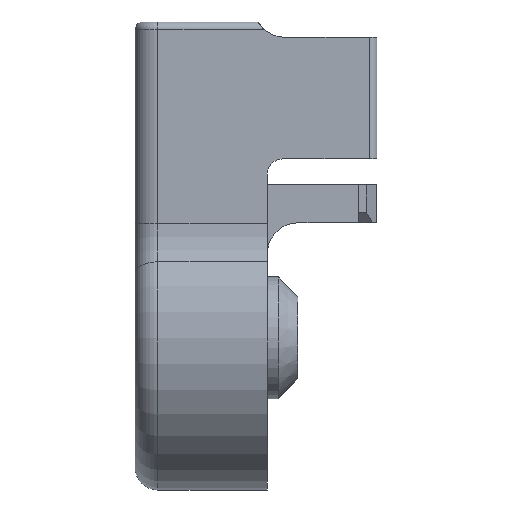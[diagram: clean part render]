
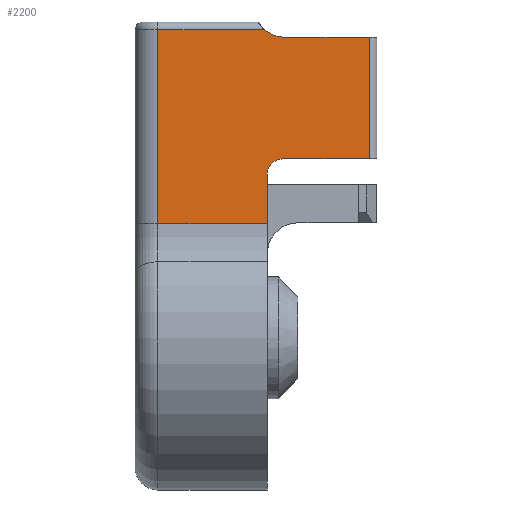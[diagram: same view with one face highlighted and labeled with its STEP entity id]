
A CAD part, left-side view. The second image highlights one B-rep face of the part: STEP entity #2200.
In plain terms, the highlighted planar face has unit normal (-1, 0, 0).
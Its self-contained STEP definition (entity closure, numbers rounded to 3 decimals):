
#9 = VECTOR ( 'NONE', #888, 1000. ) ;
#66 = VERTEX_POINT ( 'NONE', #2269 ) ;
#70 = LINE ( 'NONE', #1099, #1051 ) ;
#109 = CARTESIAN_POINT ( 'NONE',  ( -28., 7.2, 19.75 ) ) ;
#180 = AXIS2_PLACEMENT_3D ( 'NONE', #2302, #2537, #3103 ) ;
#233 = FACE_OUTER_BOUND ( 'NONE', #3269, .T. ) ;
#296 = DIRECTION ( 'NONE',  ( 0., 0., 1. ) ) ;
#351 = VECTOR ( 'NONE', #2848, 1000. ) ;
#403 = VERTEX_POINT ( 'NONE', #1216 ) ;
#405 = LINE ( 'NONE', #423, #3094 ) ;
#423 = CARTESIAN_POINT ( 'NONE',  ( -28., -6.7, 11.75 ) ) ;
#565 = ORIENTED_EDGE ( 'NONE', *, *, #1293, .F. ) ;
#606 = DIRECTION ( 'NONE',  ( 0., 0., 1. ) ) ;
#607 = CARTESIAN_POINT ( 'NONE',  ( -28., -1., 11.75 ) ) ;
#656 = EDGE_CURVE ( 'NONE', #1832, #2178, #70, .T. ) ;
#679 = LINE ( 'NONE', #2927, #1808 ) ;
#703 = EDGE_CURVE ( 'NONE', #2194, #1150, #405, .T. ) ;
#745 = EDGE_CURVE ( 'NONE', #2212, #2915, #679, .T. ) ;
#766 = DIRECTION ( 'NONE',  ( 0., 0., 1. ) ) ;
#888 = DIRECTION ( 'NONE',  ( 0., 0., -1. ) ) ;
#904 = DIRECTION ( 'NONE',  ( 0., 0., -1. ) ) ;
#905 = LINE ( 'NONE', #2998, #9 ) ;
#962 = ORIENTED_EDGE ( 'NONE', *, *, #1070, .F. ) ;
#986 = CARTESIAN_POINT ( 'NONE',  ( -28., 0.191, 20.25 ) ) ;
#1004 = CARTESIAN_POINT ( 'NONE',  ( -28., -6.7, 19.75 ) ) ;
#1009 = ORIENTED_EDGE ( 'NONE', *, *, #1352, .F. ) ;
#1018 = EDGE_CURVE ( 'NONE', #1150, #2229, #2067, .T. ) ;
#1050 = EDGE_CURVE ( 'NONE', #2915, #1832, #1836, .T. ) ;
#1051 = VECTOR ( 'NONE', #1179, 1000. ) ;
#1070 = EDGE_CURVE ( 'NONE', #2178, #66, #1590, .T. ) ;
#1099 = CARTESIAN_POINT ( 'NONE',  ( -28., 0.6, 20.25 ) ) ;
#1128 = ORIENTED_EDGE ( 'NONE', *, *, #1018, .F. ) ;
#1150 = VERTEX_POINT ( 'NONE', #2521 ) ;
#1179 = DIRECTION ( 'NONE',  ( 0., -1., 0. ) ) ;
#1216 = CARTESIAN_POINT ( 'NONE',  ( -28., 0., 10.75 ) ) ;
#1265 = PLANE ( 'NONE',  #2002 ) ;
#1293 = EDGE_CURVE ( 'NONE', #2229, #403, #2665, .T. ) ;
#1316 = VECTOR ( 'NONE', #3174, 1000. ) ;
#1345 = CARTESIAN_POINT ( 'NONE',  ( -28., -1.132, 21.75 ) ) ;
#1352 = EDGE_CURVE ( 'NONE', #66, #2194, #2422, .T. ) ;
#1474 = AXIS2_PLACEMENT_3D ( 'NONE', #1345, #2377, #606 ) ;
#1581 = ORIENTED_EDGE ( 'NONE', *, *, #1050, .F. ) ;
#1582 = CARTESIAN_POINT ( 'NONE',  ( -28., 7.2, 19.75 ) ) ;
#1590 = CIRCLE ( 'NONE', #1474, 2. ) ;
#1808 = VECTOR ( 'NONE', #3247, 1000. ) ;
#1824 = CARTESIAN_POINT ( 'NONE',  ( -28., 7.2, 20.25 ) ) ;
#1832 = VERTEX_POINT ( 'NONE', #1824 ) ;
#1836 = LINE ( 'NONE', #1582, #1966 ) ;
#1877 = ORIENTED_EDGE ( 'NONE', *, *, #656, .F. ) ;
#1966 = VECTOR ( 'NONE', #296, 1000. ) ;
#1967 = CARTESIAN_POINT ( 'NONE',  ( -28., 7.2, 7.483 ) ) ;
#2002 = AXIS2_PLACEMENT_3D ( 'NONE', #2295, #3064, #766 ) ;
#2032 = ORIENTED_EDGE ( 'NONE', *, *, #2035, .F. ) ;
#2035 = EDGE_CURVE ( 'NONE', #403, #2212, #905, .T. ) ;
#2067 = LINE ( 'NONE', #3092, #351 ) ;
#2113 = ORIENTED_EDGE ( 'NONE', *, *, #703, .F. ) ;
#2178 = VERTEX_POINT ( 'NONE', #986 ) ;
#2194 = VERTEX_POINT ( 'NONE', #1004 ) ;
#2200 = ADVANCED_FACE ( 'NONE', ( #233 ), #1265, .F. ) ;
#2212 = VERTEX_POINT ( 'NONE', #2327 ) ;
#2229 = VERTEX_POINT ( 'NONE', #607 ) ;
#2269 = CARTESIAN_POINT ( 'NONE',  ( -28., -1.132, 19.75 ) ) ;
#2295 = CARTESIAN_POINT ( 'NONE',  ( -28., 7.2, 0. ) ) ;
#2302 = CARTESIAN_POINT ( 'NONE',  ( -28., -1., 10.75 ) ) ;
#2327 = CARTESIAN_POINT ( 'NONE',  ( -28., 0., 7.483 ) ) ;
#2377 = DIRECTION ( 'NONE',  ( -1., 0., 0. ) ) ;
#2422 = LINE ( 'NONE', #109, #1316 ) ;
#2521 = CARTESIAN_POINT ( 'NONE',  ( -28., -6.7, 11.75 ) ) ;
#2537 = DIRECTION ( 'NONE',  ( -1., 0., 0. ) ) ;
#2665 = CIRCLE ( 'NONE', #180, 1. ) ;
#2848 = DIRECTION ( 'NONE',  ( 0., 1., 0. ) ) ;
#2893 = ORIENTED_EDGE ( 'NONE', *, *, #745, .F. ) ;
#2915 = VERTEX_POINT ( 'NONE', #1967 ) ;
#2927 = CARTESIAN_POINT ( 'NONE',  ( -28., 8.7, 7.483 ) ) ;
#2998 = CARTESIAN_POINT ( 'NONE',  ( -28., 0., 0. ) ) ;
#3064 = DIRECTION ( 'NONE',  ( 1., 0., 0. ) ) ;
#3092 = CARTESIAN_POINT ( 'NONE',  ( -28., -7.2, 11.75 ) ) ;
#3094 = VECTOR ( 'NONE', #904, 1000. ) ;
#3103 = DIRECTION ( 'NONE',  ( 0., 0., 1. ) ) ;
#3174 = DIRECTION ( 'NONE',  ( 0., -1., 0. ) ) ;
#3247 = DIRECTION ( 'NONE',  ( 0., 1., 0. ) ) ;
#3269 = EDGE_LOOP ( 'NONE', ( #1581, #2893, #2032, #565, #1128, #2113, #1009, #962, #1877 ) ) ;
